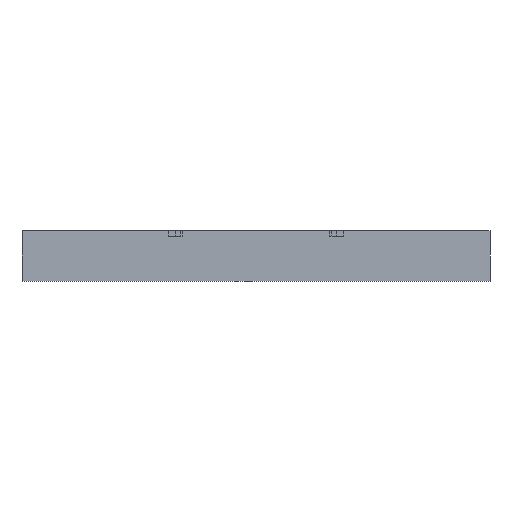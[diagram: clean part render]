
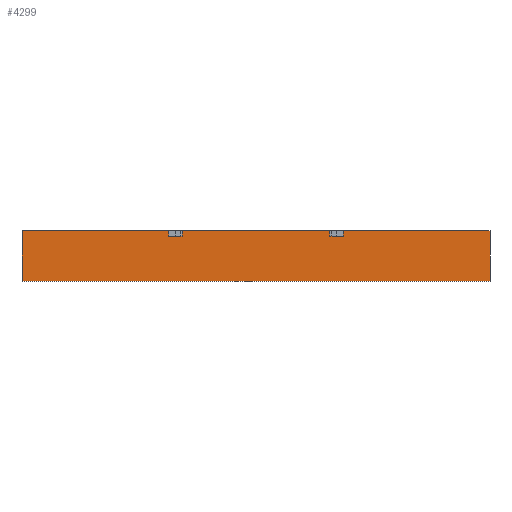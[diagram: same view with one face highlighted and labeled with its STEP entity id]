
A CAD part, front view. The second image highlights one B-rep face of the part: STEP entity #4299.
In plain terms, the highlighted planar face has unit normal (0, -1, 0).
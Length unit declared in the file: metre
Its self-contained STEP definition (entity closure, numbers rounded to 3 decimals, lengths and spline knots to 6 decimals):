
#182=LINE('',#6268,#782);
#186=LINE('',#6276,#786);
#198=LINE('',#6300,#798);
#208=LINE('',#6320,#808);
#209=LINE('',#6322,#809);
#210=LINE('',#6324,#810);
#211=LINE('',#6325,#811);
#212=LINE('',#6327,#812);
#213=LINE('',#6329,#813);
#214=LINE('',#6330,#814);
#215=LINE('',#6332,#815);
#216=LINE('',#6334,#816);
#782=VECTOR('',#4989,1.);
#786=VECTOR('',#4993,1.);
#798=VECTOR('',#5005,1.);
#808=VECTOR('',#5017,1.);
#809=VECTOR('',#5018,1.);
#810=VECTOR('',#5019,1.);
#811=VECTOR('',#5020,1.);
#812=VECTOR('',#5021,1.);
#813=VECTOR('',#5022,1.);
#814=VECTOR('',#5023,1.);
#815=VECTOR('',#5024,1.);
#816=VECTOR('',#5025,1.);
#1412=ORIENTED_EDGE('',*,*,#2636,.F.);
#1413=ORIENTED_EDGE('',*,*,#2637,.F.);
#1414=ORIENTED_EDGE('',*,*,#2638,.T.);
#1415=ORIENTED_EDGE('',*,*,#2626,.F.);
#1416=ORIENTED_EDGE('',*,*,#2639,.F.);
#1417=ORIENTED_EDGE('',*,*,#2640,.F.);
#1418=ORIENTED_EDGE('',*,*,#2641,.T.);
#1419=ORIENTED_EDGE('',*,*,#2614,.F.);
#1420=ORIENTED_EDGE('',*,*,#2642,.T.);
#1421=ORIENTED_EDGE('',*,*,#2643,.T.);
#1422=ORIENTED_EDGE('',*,*,#2644,.F.);
#1423=ORIENTED_EDGE('',*,*,#2610,.F.);
#2610=EDGE_CURVE('',#3222,#3223,#182,.T.);
#2614=EDGE_CURVE('',#3226,#3227,#186,.T.);
#2626=EDGE_CURVE('',#3238,#3239,#198,.T.);
#2636=EDGE_CURVE('',#3248,#3222,#208,.T.);
#2637=EDGE_CURVE('',#3249,#3248,#209,.T.);
#2638=EDGE_CURVE('',#3249,#3239,#210,.T.);
#2639=EDGE_CURVE('',#3250,#3238,#211,.T.);
#2640=EDGE_CURVE('',#3251,#3250,#212,.T.);
#2641=EDGE_CURVE('',#3251,#3227,#213,.T.);
#2642=EDGE_CURVE('',#3226,#3252,#214,.T.);
#2643=EDGE_CURVE('',#3252,#3253,#215,.T.);
#2644=EDGE_CURVE('',#3223,#3253,#216,.T.);
#3222=VERTEX_POINT('',#6267);
#3223=VERTEX_POINT('',#6269);
#3226=VERTEX_POINT('',#6275);
#3227=VERTEX_POINT('',#6277);
#3238=VERTEX_POINT('',#6299);
#3239=VERTEX_POINT('',#6301);
#3248=VERTEX_POINT('',#6321);
#3249=VERTEX_POINT('',#6323);
#3250=VERTEX_POINT('',#6326);
#3251=VERTEX_POINT('',#6328);
#3252=VERTEX_POINT('',#6331);
#3253=VERTEX_POINT('',#6333);
#3517=EDGE_LOOP('',(#1412,#1413,#1414,#1415,#1416,#1417,#1418,#1419,#1420,
#1421,#1422,#1423));
#3807=FACE_BOUND('',#3517,.T.);
#4061=PLANE('',#4562);
#4299=ADVANCED_FACE('',(#3807),#4061,.F.);
#4562=AXIS2_PLACEMENT_3D('',#6319,#5015,#5016);
#4989=DIRECTION('',(1.,0.,0.));
#4993=DIRECTION('',(1.,0.,0.));
#5005=DIRECTION('',(1.,0.,0.));
#5015=DIRECTION('',(0.,1.,0.));
#5016=DIRECTION('',(0.,0.,1.));
#5017=DIRECTION('',(0.,0.,1.));
#5018=DIRECTION('',(1.,0.,0.));
#5019=DIRECTION('',(0.,0.,1.));
#5020=DIRECTION('',(0.,0.,1.));
#5021=DIRECTION('',(1.,0.,0.));
#5022=DIRECTION('',(0.,0.,1.));
#5023=DIRECTION('',(0.,0.,-1.));
#5024=DIRECTION('',(1.,0.,0.));
#5025=DIRECTION('',(0.,0.,-1.));
#6267=CARTESIAN_POINT('',(1.604381,-0.354344,0.0182));
#6268=CARTESIAN_POINT('',(1.571881,-0.354344,0.0182));
#6269=CARTESIAN_POINT('',(1.658881,-0.354344,0.0182));
#6275=CARTESIAN_POINT('',(1.484881,-0.354344,0.0182));
#6276=CARTESIAN_POINT('',(1.571881,-0.354344,0.0182));
#6277=CARTESIAN_POINT('',(1.539381,-0.354344,0.0182));
#6299=CARTESIAN_POINT('',(1.544381,-0.354344,0.0182));
#6300=CARTESIAN_POINT('',(1.571881,-0.354344,0.0182));
#6301=CARTESIAN_POINT('',(1.599381,-0.354344,0.0182));
#6319=CARTESIAN_POINT('',(1.571881,-0.354344,0.0182));
#6320=CARTESIAN_POINT('',(1.604381,-0.354344,0.0182));
#6321=CARTESIAN_POINT('',(1.604381,-0.354344,0.0162));
#6322=CARTESIAN_POINT('',(1.571881,-0.354344,0.0162));
#6323=CARTESIAN_POINT('',(1.599381,-0.354344,0.0162));
#6324=CARTESIAN_POINT('',(1.599381,-0.354344,0.0182));
#6325=CARTESIAN_POINT('',(1.544381,-0.354344,0.0182));
#6326=CARTESIAN_POINT('',(1.544381,-0.354344,0.0162));
#6327=CARTESIAN_POINT('',(1.571881,-0.354344,0.0162));
#6328=CARTESIAN_POINT('',(1.539381,-0.354344,0.0162));
#6329=CARTESIAN_POINT('',(1.539381,-0.354344,0.0182));
#6330=CARTESIAN_POINT('',(1.484881,-0.354344,0.0182));
#6331=CARTESIAN_POINT('',(1.484881,-0.354344,-0.0006));
#6332=CARTESIAN_POINT('',(1.571881,-0.354344,-0.0006));
#6333=CARTESIAN_POINT('',(1.658881,-0.354344,-0.0006));
#6334=CARTESIAN_POINT('',(1.658881,-0.354344,0.0182));
